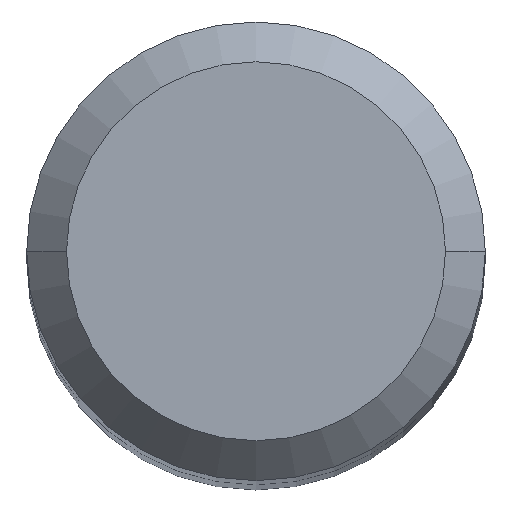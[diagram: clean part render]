
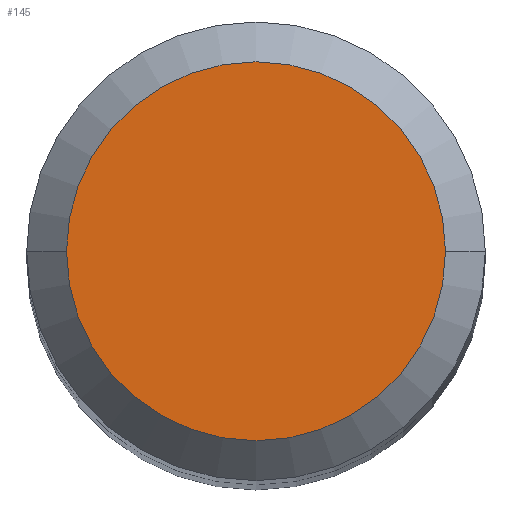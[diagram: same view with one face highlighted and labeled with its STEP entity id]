
A CAD part, top view. The second image highlights one B-rep face of the part: STEP entity #145.
In plain terms, the highlighted planar face has unit normal (0, 0, 1).
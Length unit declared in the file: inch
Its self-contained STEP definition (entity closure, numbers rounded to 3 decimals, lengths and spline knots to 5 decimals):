
#4 = VERTEX_POINT ( 'NONE', #194 ) ;
#9 = CIRCLE ( 'NONE', #211, 0.14845 ) ;
#10 = ORIENTED_EDGE ( 'NONE', *, *, #15, .T. ) ;
#15 = EDGE_CURVE ( 'NONE', #305, #4, #200, .T. ) ;
#51 = PLANE ( 'NONE',  #183 ) ;
#57 = DIRECTION ( 'NONE',  ( 0., 0., 1. ) ) ;
#107 = DIRECTION ( 'NONE',  ( 0., 0., 1. ) ) ;
#116 = CARTESIAN_POINT ( 'NONE',  ( 0.14845, 0., 0. ) ) ;
#139 = CARTESIAN_POINT ( 'NONE',  ( 0., 0., 0. ) ) ;
#145 = ADVANCED_FACE ( 'NONE', ( #321 ), #51, .F. ) ;
#174 = CARTESIAN_POINT ( 'NONE',  ( 0., 0., 0. ) ) ;
#176 = EDGE_CURVE ( 'NONE', #4, #305, #9, .T. ) ;
#181 = CARTESIAN_POINT ( 'NONE',  ( 0., 0., 0. ) ) ;
#183 = AXIS2_PLACEMENT_3D ( 'NONE', #174, #268, #325 ) ;
#194 = CARTESIAN_POINT ( 'NONE',  ( -0.14845, 0., 0. ) ) ;
#200 = CIRCLE ( 'NONE', #313, 0.14845 ) ;
#203 = DIRECTION ( 'NONE',  ( 1., 0., 0. ) ) ;
#211 = AXIS2_PLACEMENT_3D ( 'NONE', #181, #57, #203 ) ;
#225 = DIRECTION ( 'NONE',  ( 1., 0., 0. ) ) ;
#268 = DIRECTION ( 'NONE',  ( 0., 0., -1. ) ) ;
#291 = EDGE_LOOP ( 'NONE', ( #319, #10 ) ) ;
#305 = VERTEX_POINT ( 'NONE', #116 ) ;
#313 = AXIS2_PLACEMENT_3D ( 'NONE', #139, #107, #225 ) ;
#319 = ORIENTED_EDGE ( 'NONE', *, *, #176, .T. ) ;
#321 = FACE_OUTER_BOUND ( 'NONE', #291, .T. ) ;
#325 = DIRECTION ( 'NONE',  ( -1., 0., 0. ) ) ;
